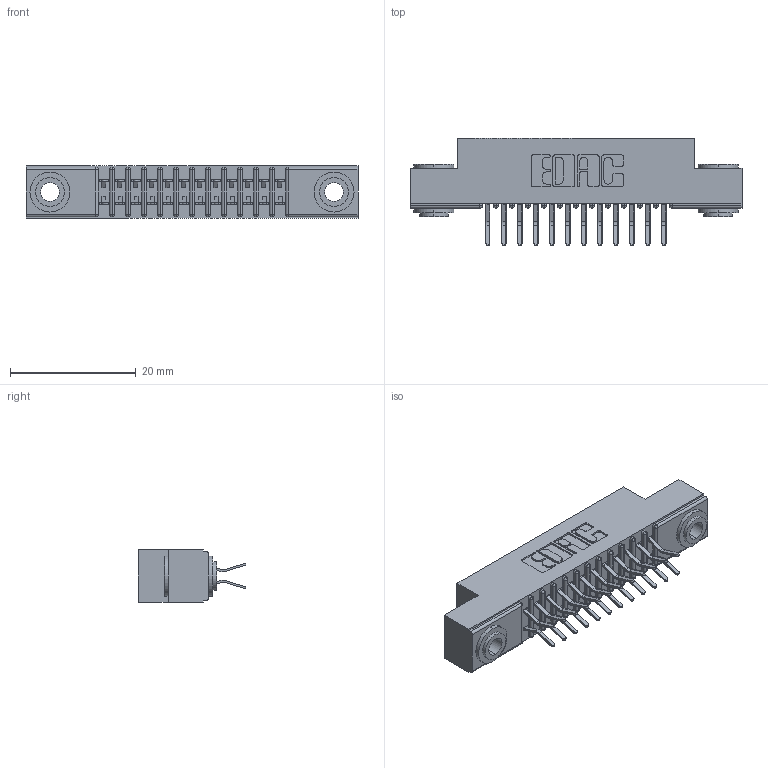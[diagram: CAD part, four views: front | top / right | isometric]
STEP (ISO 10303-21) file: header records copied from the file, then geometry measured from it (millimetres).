
FILE_DESCRIPTION (( 'STEP AP203' ), '1' );
FILE_NAME ('341-024-556-203.STEP', '2018-08-06T18:12:24', ( '' ), ( '' ), 'SwSTEP 2.0', 'SolidWorks 2016', '' );
FILE_SCHEMA (( 'CONFIG_CONTROL_DESIGN' ));
Length unit declared in the file: inch
Products named in the file (4): 341-292-001_341-292-156; 345-250-002_345-250-002-102; 341-024-556-203; 341 Part_.156 (3.96) Dia Mounting Holes
Assembly tree (27 placements, depth 2):
  341-024-556-203
    341 Part_.156 (3.96) Dia Mounting Holes
    341-292-001_341-292-156  x24
    345-250-002_345-250-002-102  x2
Bounding box: 52.7 x 17.07 x 8.38 mm (x, y, z)
Volume: 3036.8 mm3; surface area: 6008.2 mm2
Topology: 27 solids, 27 shells, 1848 faces, 5312 edges, 3446 vertices
Faces by surface type: plane 1052, cylinder 740, sphere 26, torus 22, cone 8
Entity records: 19724 total; most frequent: CARTESIAN_POINT 3261, ORIENTED_EDGE 3228, DIRECTION 3206, EDGE_CURVE 1614, VECTOR 1256, LINE 1256, VERTEX_POINT 1030, AXIS2_PLACEMENT_3D 975
